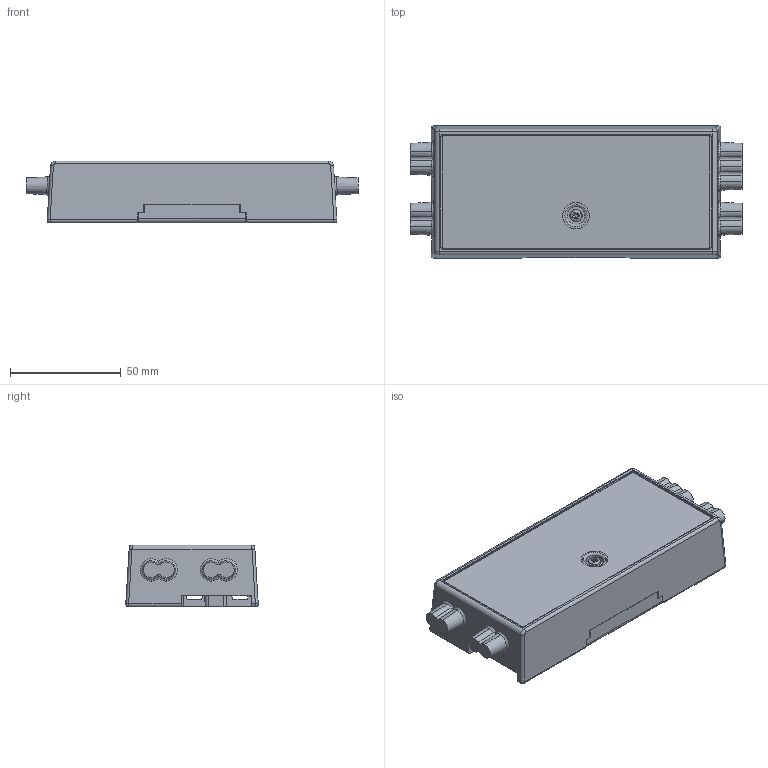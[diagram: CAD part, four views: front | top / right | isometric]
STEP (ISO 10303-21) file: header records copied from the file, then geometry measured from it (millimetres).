
FILE_DESCRIPTION(('HOOPS Exchange Step'),'2;1');
FILE_NAME('export-5FB4E4A4-3FA9-440E-B941-E0D0AE13B831.stp','2022-02-09T06:31:55+01:00',('jberger'),('Alibre'),'HOOPS Exchange 2021.0','Alibre','Unknown authorisation');
FILE_SCHEMA( ('AP242_MANAGED_MODEL_BASED_3D_ENGINEERING_MIM_LF {1 0 10303 442 1 1 4 }') );
Length unit declared in the file: centimetre
Products named in the file (6): Modulunterteil; Mutter; Aufkleber; Modul_28mm; 210216-3x23; Kabelkanal_Modul_2
Assembly tree (5 placements, depth 2):
  Kabelkanal_Modul_2
    Modulunterteil
    Mutter
    Aufkleber
    Modul_28mm
    210216-3x23
Bounding box: 150 x 59.83 x 28 mm (x, y, z)
Volume: 189503.9 mm3; surface area: 47499.6 mm2
Topology: 5 solids, 18 shells, 441 faces, 1135 edges, 762 vertices
Faces by surface type: plane 226, cylinder 110, cone 57, bspline 37, sphere 6, torus 5
Full cylindrical faces by diameter (mm): 1.2 x8, 2.1 x8, 3 x2, 3.6 x1, 4 x1, 5 x1, 6.1 x1, 8 x1, 10.8 x1, 12 x1
Entity records: 17196 total; most frequent: CARTESIAN_POINT 6304, ORIENTED_EDGE 2264, DIRECTION 2195, EDGE_CURVE 1132, AXIS2_PLACEMENT_3D 808, VERTEX_POINT 763, VECTOR 579, LINE 579
